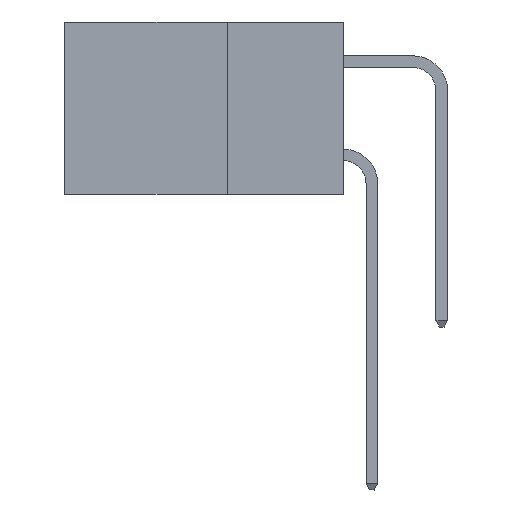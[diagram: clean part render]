
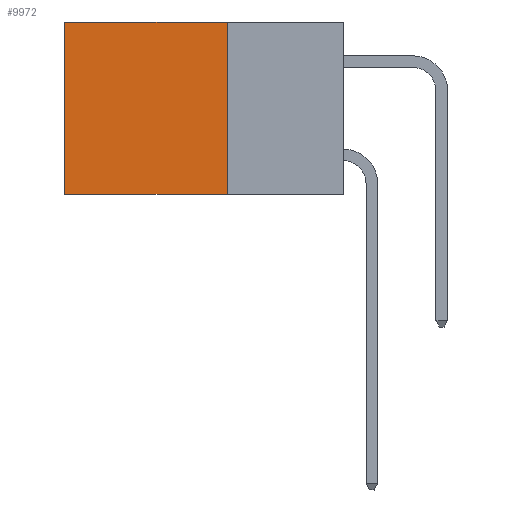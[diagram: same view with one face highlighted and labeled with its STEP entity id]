
A CAD part, left-side view. The second image highlights one B-rep face of the part: STEP entity #9972.
In plain terms, the highlighted planar face has unit normal (-1, 0, 0).
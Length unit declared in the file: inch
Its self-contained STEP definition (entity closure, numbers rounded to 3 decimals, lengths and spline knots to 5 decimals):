
#214 = DIRECTION ( 'NONE',  ( 1., 0., 0. ) ) ;
#1024 = VERTEX_POINT ( 'NONE', #10364 ) ;
#1133 = ORIENTED_EDGE ( 'NONE', *, *, #2285, .F. ) ;
#1327 = DIRECTION ( 'NONE',  ( 0., 1., 0. ) ) ;
#1351 = ORIENTED_EDGE ( 'NONE', *, *, #6510, .T. ) ;
#1438 = DIRECTION ( 'NONE',  ( 0., 0., -1. ) ) ;
#1519 = CARTESIAN_POINT ( 'NONE',  ( 0.298, 0.6, 0. ) ) ;
#1671 = CARTESIAN_POINT ( 'NONE',  ( 0.298, 0.25, 0. ) ) ;
#2285 = EDGE_CURVE ( 'NONE', #9223, #3901, #9685, .T. ) ;
#2868 = VECTOR ( 'NONE', #1327, 39.37008 ) ;
#3672 = LINE ( 'NONE', #7107, #10225 ) ;
#3901 = VERTEX_POINT ( 'NONE', #9257 ) ;
#4003 = CARTESIAN_POINT ( 'NONE',  ( 0.298, 0.6, 0. ) ) ;
#4416 = EDGE_CURVE ( 'NONE', #1024, #9223, #10801, .T. ) ;
#5397 = CARTESIAN_POINT ( 'NONE',  ( 0.298, 0.25, 0. ) ) ;
#5542 = DIRECTION ( 'NONE',  ( 0., 0., -1. ) ) ;
#6225 = DIRECTION ( 'NONE',  ( 0., 0., -1. ) ) ;
#6269 = LINE ( 'NONE', #4003, #10261 ) ;
#6510 = EDGE_CURVE ( 'NONE', #1024, #7086, #3672, .T. ) ;
#7017 = EDGE_LOOP ( 'NONE', ( #7693, #1133, #9679, #1351 ) ) ;
#7086 = VERTEX_POINT ( 'NONE', #1519 ) ;
#7107 = CARTESIAN_POINT ( 'NONE',  ( 0.298, 0.25, 0. ) ) ;
#7516 = DIRECTION ( 'NONE',  ( 0., 1., 0. ) ) ;
#7693 = ORIENTED_EDGE ( 'NONE', *, *, #11053, .T. ) ;
#8436 = CARTESIAN_POINT ( 'NONE',  ( 0.298, 0.25, -0.37 ) ) ;
#8733 = PLANE ( 'NONE',  #10070 ) ;
#9223 = VERTEX_POINT ( 'NONE', #8436 ) ;
#9257 = CARTESIAN_POINT ( 'NONE',  ( 0.298, 0.6, -0.37 ) ) ;
#9679 = ORIENTED_EDGE ( 'NONE', *, *, #4416, .F. ) ;
#9685 = LINE ( 'NONE', #10875, #2868 ) ;
#9972 = ADVANCED_FACE ( 'NONE', ( #10014 ), #8733, .F. ) ;
#10014 = FACE_OUTER_BOUND ( 'NONE', #7017, .T. ) ;
#10070 = AXIS2_PLACEMENT_3D ( 'NONE', #5397, #214, #6225 ) ;
#10225 = VECTOR ( 'NONE', #7516, 39.37008 ) ;
#10261 = VECTOR ( 'NONE', #1438, 39.37008 ) ;
#10364 = CARTESIAN_POINT ( 'NONE',  ( 0.298, 0.25, 0. ) ) ;
#10534 = VECTOR ( 'NONE', #5542, 39.37008 ) ;
#10801 = LINE ( 'NONE', #1671, #10534 ) ;
#10875 = CARTESIAN_POINT ( 'NONE',  ( 0.298, 0.25, -0.37 ) ) ;
#11053 = EDGE_CURVE ( 'NONE', #7086, #3901, #6269, .T. ) ;
